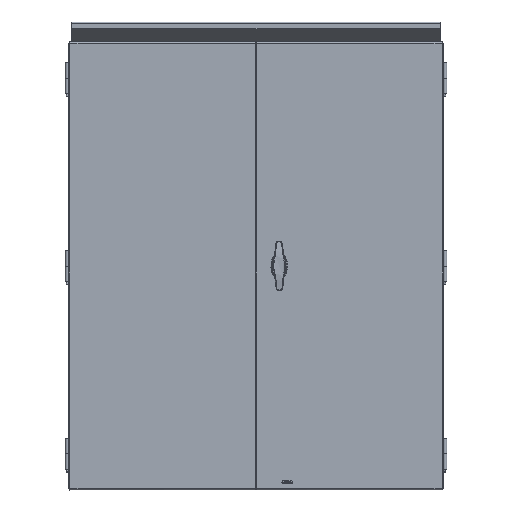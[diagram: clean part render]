
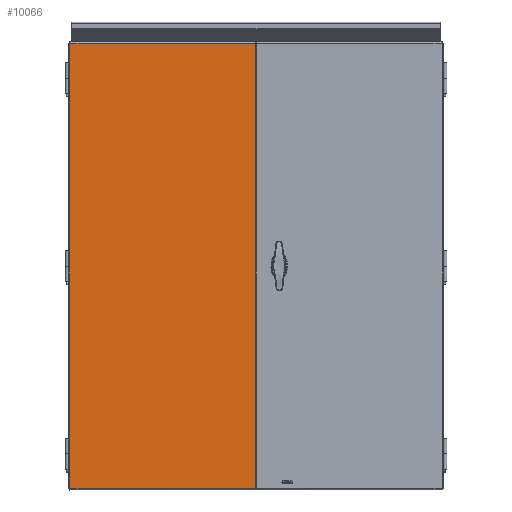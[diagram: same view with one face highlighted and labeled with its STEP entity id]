
A CAD part, top view. The second image highlights one B-rep face of the part: STEP entity #10066.
In plain terms, the highlighted planar face has unit normal (0, 0, 1).
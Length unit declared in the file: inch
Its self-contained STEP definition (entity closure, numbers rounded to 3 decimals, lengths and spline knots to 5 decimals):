
#722=PLANE($,#10835);
#1230=LINE($,#15474,#2002);
#1246=LINE($,#15552,#2018);
#1262=LINE($,#15622,#2034);
#1275=LINE($,#15709,#2047);
#2002=VECTOR($,#12395,15.0938);
#2018=VECTOR($,#12429,15.0938);
#2034=VECTOR($,#12465,36.1251);
#2047=VECTOR($,#12492,36.1251);
#2903=FACE_OUTER_BOUND($,#3542,.T.);
#3542=EDGE_LOOP($,(#7552,#7553,#7554,#7555));
#4743=VERTEX_POINT($,#15471);
#4744=VERTEX_POINT($,#15473);
#4755=VERTEX_POINT($,#15543);
#4756=VERTEX_POINT($,#15551);
#5751=EDGE_CURVE($,#4744,#4743,#1230,.T.);
#5771=EDGE_CURVE($,#4756,#4755,#1246,.T.);
#5791=EDGE_CURVE($,#4755,#4744,#1262,.T.);
#5807=EDGE_CURVE($,#4756,#4743,#1275,.T.);
#7552=ORIENTED_EDGE($,*,*,#5751,.T.);
#7553=ORIENTED_EDGE($,*,*,#5807,.F.);
#7554=ORIENTED_EDGE($,*,*,#5771,.T.);
#7555=ORIENTED_EDGE($,*,*,#5791,.T.);
#10066=ADVANCED_FACE($,(#2903),#722,.T.);
#10835=AXIS2_PLACEMENT_3D($,#15708,#12490,#12491);
#12395=DIRECTION($,(1.,0.,0.));
#12429=DIRECTION($,(-1.,0.,0.));
#12465=DIRECTION($,(0.,-1.,0.));
#12490=DIRECTION('center_axis',(0.,0.,1.));
#12491=DIRECTION('ref_axis',(1.,0.,0.));
#12492=DIRECTION($,(0.,-1.,0.));
#15471=CARTESIAN_POINT('',(7.60938,-18.06255,0.0937));
#15473=CARTESIAN_POINT('',(-7.48443,-18.06255,0.0937));
#15474=CARTESIAN_POINT($,(-3.74221,-18.06255,0.0937));
#15543=CARTESIAN_POINT('',(-7.48443,18.06255,0.0937));
#15551=CARTESIAN_POINT('',(7.60938,18.06255,0.0937));
#15552=CARTESIAN_POINT($,(3.80469,18.06255,0.0937));
#15622=CARTESIAN_POINT($,(-7.48443,9.03128,0.0937));
#15708=CARTESIAN_POINT('Origin',(0.,0.,
0.0937));
#15709=CARTESIAN_POINT($,(7.60938,18.1875,0.0937));
